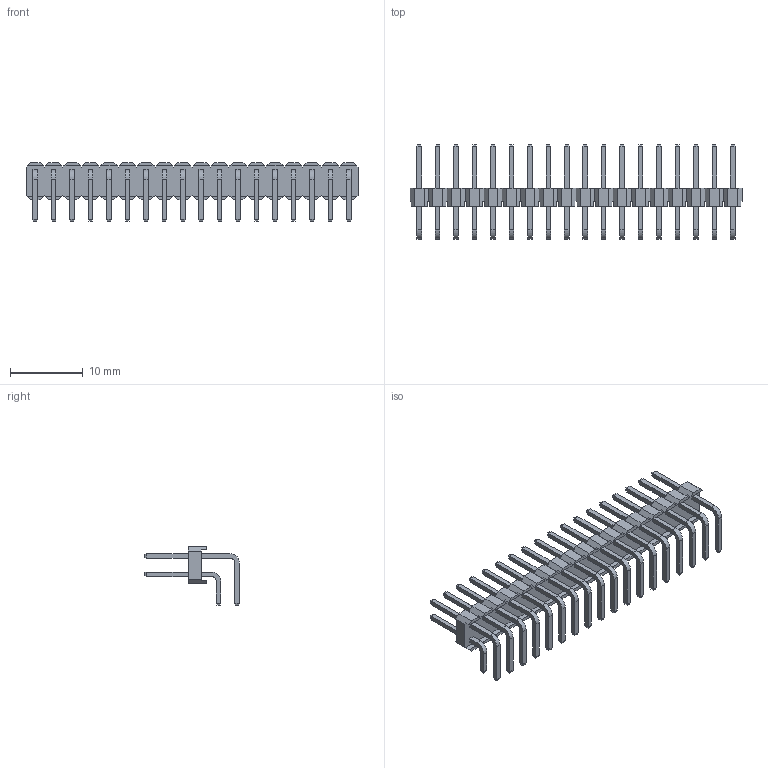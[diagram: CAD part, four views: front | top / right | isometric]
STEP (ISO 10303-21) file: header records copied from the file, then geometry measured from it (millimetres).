
FILE_DESCRIPTION(('STEP AP214'), '1');
FILE_NAME('PLD-R1', '', ('UNSPECIFIED'), ('UNSPECIFIED'), 'ASCON STEP Converter 1.6', 'ASCON Math Kernel', '');
FILE_SCHEMA(('AUTOMOTIVE_DESIGN { 1 0 10303 214 3 1 1}'));
Length unit declared in the file: millimetre
Bounding box: 45.72 x 13.04 x 8.08 mm (x, y, z)
Volume: 628.5 mm3; surface area: 2116.3 mm2
Topology: 1 solids, 1 shells, 1069 faces, 2646 edges, 1668 vertices
Faces by surface type: plane 997, cylinder 72
Entity records: 39332 total; most frequent: CARTESIAN_POINT 5384, ORIENTED_EDGE 5292, DIRECTION 4930, EDGE_CURVE 2646, LINE 2502, VECTOR 2502, VERTEX_POINT 1668, AXIS2_PLACEMENT_3D 1214
